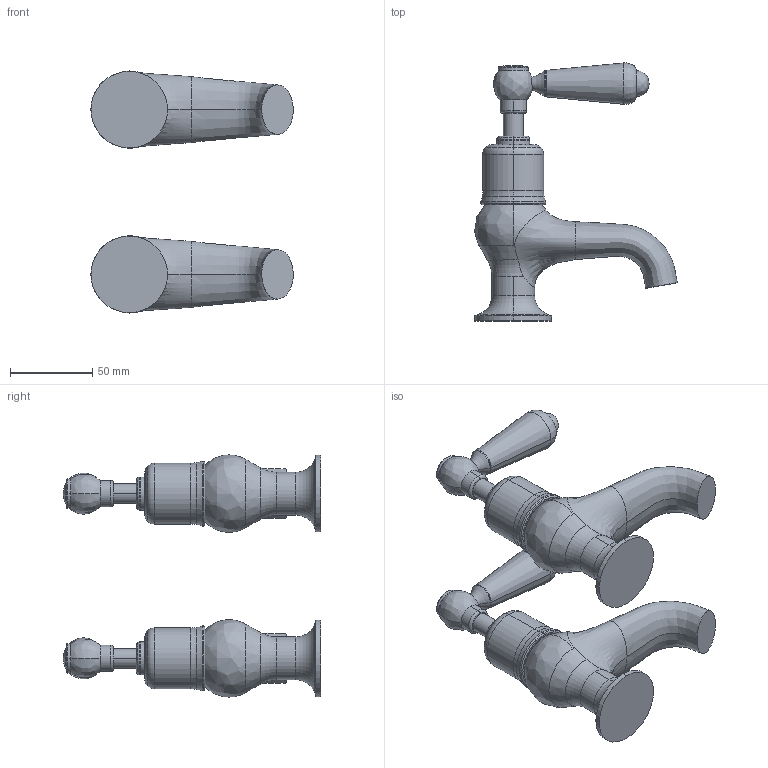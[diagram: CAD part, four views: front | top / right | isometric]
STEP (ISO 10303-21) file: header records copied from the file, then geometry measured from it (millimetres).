
FILE_DESCRIPTION((''),'2;1');
FILE_NAME('85015_ASM','2018-08-12T',('MQ'),(''),'PRO/ENGINEER BY PARAMETRIC TECHNOLOGY CORPORATION, 2012130','PRO/ENGINEER BY PARAMETRIC TECHNOLOGY CORPORATION, 2012130','');
FILE_SCHEMA(('CONFIG_CONTROL_DESIGN'));
Length unit declared in the file: millimetre
Products named in the file (7): MANIFOLD_SOLID_BREP_406; MANIFOLD_SOLID_BREP_410; MANIFOLD_SOLID_BREP_411; MANIFOLD_SOLID_BREP_412; ADMI2EE448QR_ASM; YIZHI----------; 85015_ASM
Assembly tree (7 placements, depth 3):
  85015_ASM
    ADMI2EE448QR_ASM
      MANIFOLD_SOLID_BREP_406
      MANIFOLD_SOLID_BREP_410
      MANIFOLD_SOLID_BREP_411
      MANIFOLD_SOLID_BREP_412
    YIZHI----------  x2
Bounding box: 123.04 x 156.5 x 147 mm (x, y, z)
Volume: 344933.9 mm3; surface area: 74169.1 mm2
Topology: 6 solids, 6 shells, 198 faces, 416 edges, 242 vertices
Faces by surface type: cylinder 60, torus 58, plane 30, bspline 24, cone 22, revolution 4
Entity records: 11888 total; most frequent: CARTESIAN_POINT 8188, DIRECTION 860, ORIENTED_EDGE 678, AXIS2_PLACEMENT_3D 395, EDGE_CURVE 339, CIRCLE 235, VERTEX_POINT 199, EDGE_LOOP 178
